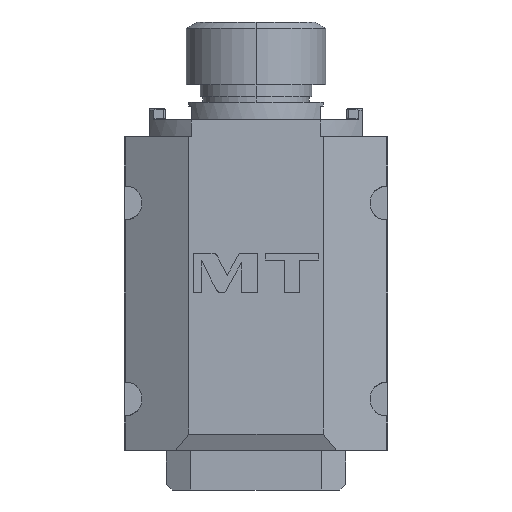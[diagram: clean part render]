
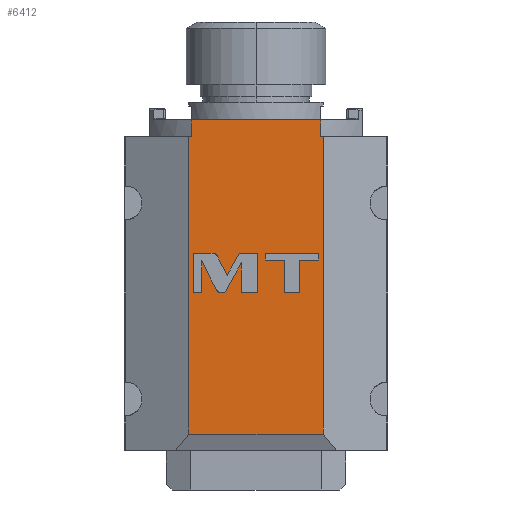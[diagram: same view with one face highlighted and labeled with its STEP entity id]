
A CAD part, left-side view. The second image highlights one B-rep face of the part: STEP entity #6412.
In plain terms, the highlighted planar face has unit normal (-1, 0, 0).
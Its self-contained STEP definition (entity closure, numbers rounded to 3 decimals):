
#967=DIRECTION('',(0.,0.,1.));
#968=VECTOR('',#967,6.);
#969=CARTESIAN_POINT('',(-138.,23.157,58.7));
#970=LINE('',#969,#968);
#1051=DIRECTION('',(0.,0.,1.));
#1052=VECTOR('',#1051,6.);
#1053=CARTESIAN_POINT('',(-138.,-23.157,58.7));
#1054=LINE('',#1053,#1052);
#1068=DIRECTION('',(0.,-1.,0.));
#1069=VECTOR('',#1068,0.843);
#1070=CARTESIAN_POINT('',(-138.,24.,58.7));
#1071=LINE('',#1070,#1069);
#1072=DIRECTION('',(0.,1.,0.));
#1073=VECTOR('',#1072,46.314);
#1074=CARTESIAN_POINT('',(-138.,-23.157,64.7));
#1075=LINE('',#1074,#1073);
#1076=DIRECTION('',(0.,-1.,0.));
#1077=VECTOR('',#1076,0.843);
#1078=CARTESIAN_POINT('',(-138.,-23.157,58.7));
#1079=LINE('',#1078,#1077);
#1080=DIRECTION('',(0.,0.,1.));
#1081=VECTOR('',#1080,106.2);
#1082=CARTESIAN_POINT('',(-138.,-24.,-47.5));
#1083=LINE('',#1082,#1081);
#1084=DIRECTION('',(0.,1.,0.));
#1085=VECTOR('',#1084,48.);
#1086=CARTESIAN_POINT('',(-138.,-24.,-47.5));
#1087=LINE('',#1086,#1085);
#1088=DIRECTION('',(0.,0.,1.));
#1089=VECTOR('',#1088,106.2);
#1090=CARTESIAN_POINT('',(-138.,24.,-47.5));
#1091=LINE('',#1090,#1089);
#1092=CARTESIAN_POINT('',(-138.,13.841,16.089));
#1093=CARTESIAN_POINT('',(-138.,14.131,16.651));
#1094=CARTESIAN_POINT('',(-138.,14.705,17.));
#1095=CARTESIAN_POINT('',(-138.,15.337,17.));
#1097=DIRECTION('',(0.,1.,0.));
#1098=VECTOR('',#1097,7.038);
#1099=CARTESIAN_POINT('',(-138.,15.337,17.));
#1100=LINE('',#1099,#1098);
#1101=DIRECTION('',(0.,0.,-1.));
#1102=VECTOR('',#1101,14.);
#1103=CARTESIAN_POINT('',(-138.,22.375,17.));
#1104=LINE('',#1103,#1102);
#1105=DIRECTION('',(0.,-1.,0.));
#1106=VECTOR('',#1105,2.912);
#1107=CARTESIAN_POINT('',(-138.,22.375,3.));
#1108=LINE('',#1107,#1106);
#1109=DIRECTION('',(0.,0.,1.));
#1110=VECTOR('',#1109,11.341);
#1111=CARTESIAN_POINT('',(-138.,19.463,3.));
#1112=LINE('',#1111,#1110);
#1113=DIRECTION('',(0.,-0.459,-0.888));
#1114=VECTOR('',#1113,11.742);
#1115=CARTESIAN_POINT('',(-138.,19.463,14.341));
#1116=LINE('',#1115,#1114);
#1117=CARTESIAN_POINT('',(-138.,14.07,3.911));
#1118=CARTESIAN_POINT('',(-138.,13.779,3.348));
#1119=CARTESIAN_POINT('',(-138.,13.204,3.));
#1120=CARTESIAN_POINT('',(-138.,12.57,3.));
#1122=DIRECTION('',(0.,-1.,0.));
#1123=VECTOR('',#1122,1.46);
#1124=CARTESIAN_POINT('',(-138.,12.57,3.));
#1125=LINE('',#1124,#1123);
#1126=DIRECTION('',(0.,-0.481,0.877));
#1127=VECTOR('',#1126,12.147);
#1128=CARTESIAN_POINT('',(-138.,11.11,3.));
#1129=LINE('',#1128,#1127);
#1130=DIRECTION('',(0.,0.,-1.));
#1131=VECTOR('',#1130,10.648);
#1132=CARTESIAN_POINT('',(-138.,5.265,13.648));
#1133=LINE('',#1132,#1131);
#1134=DIRECTION('',(0.,-1.,0.));
#1135=VECTOR('',#1134,5.891);
#1136=CARTESIAN_POINT('',(-138.,5.265,3.));
#1137=LINE('',#1136,#1135);
#1138=DIRECTION('',(0.,0.,1.));
#1139=VECTOR('',#1138,14.);
#1140=CARTESIAN_POINT('',(-138.,-0.626,3.));
#1141=LINE('',#1140,#1139);
#1142=DIRECTION('',(0.,1.,0.));
#1143=VECTOR('',#1142,6.642);
#1144=CARTESIAN_POINT('',(-138.,-0.626,17.));
#1145=LINE('',#1144,#1143);
#1146=DIRECTION('',(0.,0.481,-0.877));
#1147=VECTOR('',#1146,8.878);
#1148=CARTESIAN_POINT('',(-138.,6.016,17.));
#1149=LINE('',#1148,#1147);
#1150=DIRECTION('',(0.,0.459,0.888));
#1151=VECTOR('',#1150,7.735);
#1152=CARTESIAN_POINT('',(-138.,10.288,9.218));
#1153=LINE('',#1152,#1151);
#1154=DIRECTION('',(0.,0.,-1.));
#1155=VECTOR('',#1154,11.616);
#1156=CARTESIAN_POINT('',(-138.,-10.041,14.616));
#1157=LINE('',#1156,#1155);
#1158=DIRECTION('',(0.,-1.,0.));
#1159=VECTOR('',#1158,5.546);
#1160=CARTESIAN_POINT('',(-138.,-10.041,3.));
#1161=LINE('',#1160,#1159);
#1162=DIRECTION('',(0.,0.,1.));
#1163=VECTOR('',#1162,11.616);
#1164=CARTESIAN_POINT('',(-138.,-15.587,3.));
#1165=LINE('',#1164,#1163);
#1166=DIRECTION('',(0.,-1.,0.));
#1167=VECTOR('',#1166,6.787);
#1168=CARTESIAN_POINT('',(-138.,-15.587,14.616));
#1169=LINE('',#1168,#1167);
#1170=DIRECTION('',(0.,0.,1.));
#1171=VECTOR('',#1170,2.384);
#1172=CARTESIAN_POINT('',(-138.,-22.374,14.616));
#1173=LINE('',#1172,#1171);
#1174=DIRECTION('',(0.,1.,0.));
#1175=VECTOR('',#1174,19.12);
#1176=CARTESIAN_POINT('',(-138.,-22.374,17.));
#1177=LINE('',#1176,#1175);
#1178=DIRECTION('',(0.,0.,-1.));
#1179=VECTOR('',#1178,2.384);
#1180=CARTESIAN_POINT('',(-138.,-3.254,17.));
#1181=LINE('',#1180,#1179);
#1182=DIRECTION('',(0.,-1.,0.));
#1183=VECTOR('',#1182,6.787);
#1184=CARTESIAN_POINT('',(-138.,-3.254,14.616));
#1185=LINE('',#1184,#1183);
#4312=CARTESIAN_POINT('',(-138.,24.,58.7));
#4314=VERTEX_POINT('',#4312);
#4316=CARTESIAN_POINT('',(-138.,-24.,58.7));
#4318=VERTEX_POINT('',#4316);
#4363=CARTESIAN_POINT('',(-138.,-24.,-47.5));
#4364=CARTESIAN_POINT('',(-138.,24.,-47.5));
#4365=VERTEX_POINT('',#4363);
#4366=VERTEX_POINT('',#4364);
#4904=CARTESIAN_POINT('',(-138.,-23.157,64.7));
#4905=CARTESIAN_POINT('',(-138.,23.157,64.7));
#4906=VERTEX_POINT('',#4904);
#4907=VERTEX_POINT('',#4905);
#4915=CARTESIAN_POINT('',(-138.,23.157,58.7));
#4917=VERTEX_POINT('',#4915);
#4918=CARTESIAN_POINT('',(-138.,-23.157,58.7));
#4920=VERTEX_POINT('',#4918);
#5121=CARTESIAN_POINT('',(-138.,13.841,16.089));
#5122=VERTEX_POINT('',#5121);
#5123=CARTESIAN_POINT('',(-138.,15.337,17.));
#5124=VERTEX_POINT('',#5123);
#5125=CARTESIAN_POINT('',(-138.,22.375,17.));
#5126=VERTEX_POINT('',#5125);
#5127=CARTESIAN_POINT('',(-138.,22.375,3.));
#5128=VERTEX_POINT('',#5127);
#5129=CARTESIAN_POINT('',(-138.,19.463,3.));
#5130=VERTEX_POINT('',#5129);
#5131=CARTESIAN_POINT('',(-138.,19.463,14.341));
#5132=VERTEX_POINT('',#5131);
#5133=CARTESIAN_POINT('',(-138.,14.07,3.911));
#5134=VERTEX_POINT('',#5133);
#5135=CARTESIAN_POINT('',(-138.,12.57,3.));
#5136=VERTEX_POINT('',#5135);
#5137=CARTESIAN_POINT('',(-138.,11.11,3.));
#5138=VERTEX_POINT('',#5137);
#5139=CARTESIAN_POINT('',(-138.,5.265,13.648));
#5140=VERTEX_POINT('',#5139);
#5141=CARTESIAN_POINT('',(-138.,5.265,3.));
#5142=VERTEX_POINT('',#5141);
#5143=CARTESIAN_POINT('',(-138.,-0.626,3.));
#5144=VERTEX_POINT('',#5143);
#5145=CARTESIAN_POINT('',(-138.,-0.626,17.));
#5146=VERTEX_POINT('',#5145);
#5147=CARTESIAN_POINT('',(-138.,6.016,17.));
#5148=VERTEX_POINT('',#5147);
#5149=CARTESIAN_POINT('',(-138.,10.288,9.218));
#5150=VERTEX_POINT('',#5149);
#5151=CARTESIAN_POINT('',(-138.,-10.041,14.616));
#5152=VERTEX_POINT('',#5151);
#5153=CARTESIAN_POINT('',(-138.,-10.041,3.));
#5154=VERTEX_POINT('',#5153);
#5155=CARTESIAN_POINT('',(-138.,-15.587,3.));
#5156=VERTEX_POINT('',#5155);
#5157=CARTESIAN_POINT('',(-138.,-15.587,14.616));
#5158=VERTEX_POINT('',#5157);
#5159=CARTESIAN_POINT('',(-138.,-22.374,14.616));
#5160=VERTEX_POINT('',#5159);
#5161=CARTESIAN_POINT('',(-138.,-22.374,17.));
#5162=VERTEX_POINT('',#5161);
#5163=CARTESIAN_POINT('',(-138.,-3.254,17.));
#5164=VERTEX_POINT('',#5163);
#5165=CARTESIAN_POINT('',(-138.,-3.254,14.616));
#5166=VERTEX_POINT('',#5165);
#6343=CARTESIAN_POINT('',(-138.,0.,0.));
#6344=DIRECTION('',(1.,0.,0.));
#6345=DIRECTION('',(0.,1.,0.));
#6346=AXIS2_PLACEMENT_3D('',#6343,#6344,#6345);
#6347=PLANE('',#6346);
#6348=ORIENTED_EDGE('',*,*,#6161,.T.);
#6349=ORIENTED_EDGE('',*,*,#6201,.T.);
#6351=ORIENTED_EDGE('',*,*,#6350,.F.);
#6352=ORIENTED_EDGE('',*,*,#6328,.F.);
#6353=ORIENTED_EDGE('',*,*,#6317,.T.);
#6355=ORIENTED_EDGE('',*,*,#6354,.F.);
#6357=ORIENTED_EDGE('',*,*,#6356,.T.);
#6359=ORIENTED_EDGE('',*,*,#6358,.T.);
#6360=EDGE_LOOP('',(#6348,#6349,#6351,#6352,#6353,#6355,#6357,#6359));
#6361=FACE_OUTER_BOUND('',#6360,.F.);
#6363=ORIENTED_EDGE('',*,*,#6362,.T.);
#6365=ORIENTED_EDGE('',*,*,#6364,.T.);
#6367=ORIENTED_EDGE('',*,*,#6366,.T.);
#6369=ORIENTED_EDGE('',*,*,#6368,.T.);
#6371=ORIENTED_EDGE('',*,*,#6370,.T.);
#6373=ORIENTED_EDGE('',*,*,#6372,.T.);
#6375=ORIENTED_EDGE('',*,*,#6374,.T.);
#6377=ORIENTED_EDGE('',*,*,#6376,.T.);
#6379=ORIENTED_EDGE('',*,*,#6378,.T.);
#6381=ORIENTED_EDGE('',*,*,#6380,.T.);
#6383=ORIENTED_EDGE('',*,*,#6382,.T.);
#6385=ORIENTED_EDGE('',*,*,#6384,.T.);
#6387=ORIENTED_EDGE('',*,*,#6386,.T.);
#6389=ORIENTED_EDGE('',*,*,#6388,.T.);
#6391=ORIENTED_EDGE('',*,*,#6390,.T.);
#6392=EDGE_LOOP('',(#6363,#6365,#6367,#6369,#6371,#6373,#6375,#6377,#6379,#6381,
#6383,#6385,#6387,#6389,#6391));
#6393=FACE_BOUND('',#6392,.F.);
#6395=ORIENTED_EDGE('',*,*,#6394,.T.);
#6397=ORIENTED_EDGE('',*,*,#6396,.T.);
#6399=ORIENTED_EDGE('',*,*,#6398,.T.);
#6401=ORIENTED_EDGE('',*,*,#6400,.T.);
#6403=ORIENTED_EDGE('',*,*,#6402,.T.);
#6405=ORIENTED_EDGE('',*,*,#6404,.T.);
#6407=ORIENTED_EDGE('',*,*,#6406,.T.);
#6409=ORIENTED_EDGE('',*,*,#6408,.T.);
#6410=EDGE_LOOP('',(#6395,#6397,#6399,#6401,#6403,#6405,#6407,#6409));
#6411=FACE_BOUND('',#6410,.F.);
#6412=ADVANCED_FACE('',(#6361,#6393,#6411),#6347,.F.);
#1096=B_SPLINE_CURVE_WITH_KNOTS('',3,(#1092,#1093,#1094,#1095),.UNSPECIFIED.,
.F.,.F.,(4,4),(0.,1.),.UNSPECIFIED.);
#1121=B_SPLINE_CURVE_WITH_KNOTS('',3,(#1117,#1118,#1119,#1120),.UNSPECIFIED.,
.F.,.F.,(4,4),(0.,1.),.UNSPECIFIED.);
#6161=EDGE_CURVE('',#4314,#4917,#1071,.T.);
#6201=EDGE_CURVE('',#4917,#4907,#970,.T.);
#6317=EDGE_CURVE('',#4920,#4318,#1079,.T.);
#6328=EDGE_CURVE('',#4920,#4906,#1054,.T.);
#6350=EDGE_CURVE('',#4906,#4907,#1075,.T.);
#6354=EDGE_CURVE('',#4365,#4318,#1083,.T.);
#6356=EDGE_CURVE('',#4365,#4366,#1087,.T.);
#6358=EDGE_CURVE('',#4366,#4314,#1091,.T.);
#6362=EDGE_CURVE('',#5122,#5124,#1096,.T.);
#6364=EDGE_CURVE('',#5124,#5126,#1100,.T.);
#6366=EDGE_CURVE('',#5126,#5128,#1104,.T.);
#6368=EDGE_CURVE('',#5128,#5130,#1108,.T.);
#6370=EDGE_CURVE('',#5130,#5132,#1112,.T.);
#6372=EDGE_CURVE('',#5132,#5134,#1116,.T.);
#6374=EDGE_CURVE('',#5134,#5136,#1121,.T.);
#6376=EDGE_CURVE('',#5136,#5138,#1125,.T.);
#6378=EDGE_CURVE('',#5138,#5140,#1129,.T.);
#6380=EDGE_CURVE('',#5140,#5142,#1133,.T.);
#6382=EDGE_CURVE('',#5142,#5144,#1137,.T.);
#6384=EDGE_CURVE('',#5144,#5146,#1141,.T.);
#6386=EDGE_CURVE('',#5146,#5148,#1145,.T.);
#6388=EDGE_CURVE('',#5148,#5150,#1149,.T.);
#6390=EDGE_CURVE('',#5150,#5122,#1153,.T.);
#6394=EDGE_CURVE('',#5152,#5154,#1157,.T.);
#6396=EDGE_CURVE('',#5154,#5156,#1161,.T.);
#6398=EDGE_CURVE('',#5156,#5158,#1165,.T.);
#6400=EDGE_CURVE('',#5158,#5160,#1169,.T.);
#6402=EDGE_CURVE('',#5160,#5162,#1173,.T.);
#6404=EDGE_CURVE('',#5162,#5164,#1177,.T.);
#6406=EDGE_CURVE('',#5164,#5166,#1181,.T.);
#6408=EDGE_CURVE('',#5166,#5152,#1185,.T.);
